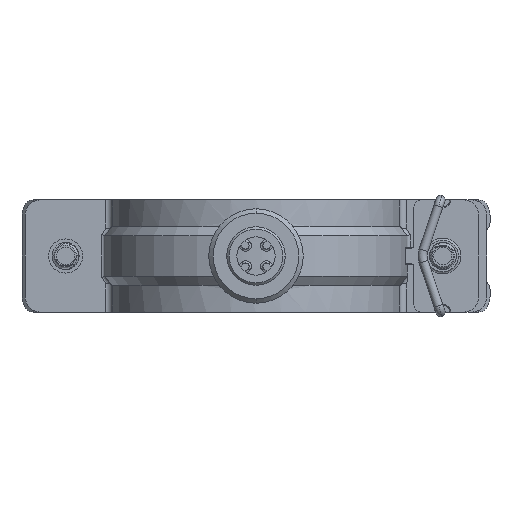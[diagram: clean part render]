
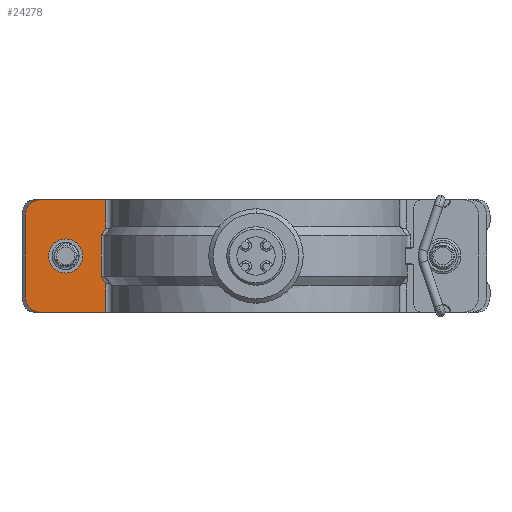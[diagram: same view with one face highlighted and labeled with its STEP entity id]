
A CAD part, front view. The second image highlights one B-rep face of the part: STEP entity #24278.
In plain terms, the highlighted planar face has unit normal (0, -1, 0).
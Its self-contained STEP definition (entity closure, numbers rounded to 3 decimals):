
#454 = CARTESIAN_POINT ( 'NONE',  ( -33.649, -4.75, -5.688 ) ) ;
#1234 = ORIENTED_EDGE ( 'NONE', *, *, #20976, .F. ) ;
#1331 = DIRECTION ( 'NONE',  ( 0., 0., 1. ) ) ;
#1399 = CIRCLE ( 'NONE', #8355, 3.5 ) ;
#1436 = FACE_OUTER_BOUND ( 'NONE', #7279, .T. ) ;
#2275 = CARTESIAN_POINT ( 'NONE',  ( -51.329, -4.75, 12.5 ) ) ;
#2889 = CIRCLE ( 'NONE', #14966, 3.5 ) ;
#3026 = CARTESIAN_POINT ( 'NONE',  ( -33.421, -4.75, -5.99 ) ) ;
#3051 = CARTESIAN_POINT ( 'NONE',  ( -47.829, -4.75, 12.5 ) ) ;
#4679 = EDGE_CURVE ( 'NONE', #35900, #5310, #17026, .T. ) ;
#4953 = LINE ( 'NONE', #17085, #37101 ) ;
#5077 = VERTEX_POINT ( 'NONE', #12338 ) ;
#5310 = VERTEX_POINT ( 'NONE', #38661 ) ;
#5573 = LINE ( 'NONE', #33353, #32734 ) ;
#5588 = CARTESIAN_POINT ( 'NONE',  ( -51.329, -4.75, 9. ) ) ;
#6011 = VECTOR ( 'NONE', #37626, 1000. ) ;
#6022 = DIRECTION ( 'NONE',  ( 0., 0., 1. ) ) ;
#6474 = CARTESIAN_POINT ( 'NONE',  ( -33.421, -4.75, 12.5 ) ) ;
#6828 = CARTESIAN_POINT ( 'NONE',  ( -42.329, -4.75, 0. ) ) ;
#6997 = VERTEX_POINT ( 'NONE', #9886 ) ;
#7257 = VERTEX_POINT ( 'NONE', #37710 ) ;
#7279 = EDGE_LOOP ( 'NONE', ( #1234, #33864, #8341, #8583, #19375, #11177, #29172, #31811, #10277, #16905 ) ) ;
#7560 = VERTEX_POINT ( 'NONE', #35643 ) ;
#7598 = DIRECTION ( 'NONE',  ( 0., 1., 0. ) ) ;
#7937 = LINE ( 'NONE', #26373, #24964 ) ;
#7968 = EDGE_CURVE ( 'NONE', #5077, #21890, #13163, .T. ) ;
#8027 = CARTESIAN_POINT ( 'NONE',  ( -33.877, -4.75, 5.386 ) ) ;
#8118 = DIRECTION ( 'NONE',  ( 0., 0., -1. ) ) ;
#8227 = CARTESIAN_POINT ( 'NONE',  ( -34.105, -4.75, 5.084 ) ) ;
#8341 = ORIENTED_EDGE ( 'NONE', *, *, #30901, .T. ) ;
#8355 = AXIS2_PLACEMENT_3D ( 'NONE', #37270, #25890, #1331 ) ;
#8583 = ORIENTED_EDGE ( 'NONE', *, *, #11642, .T. ) ;
#8694 = ORIENTED_EDGE ( 'NONE', *, *, #13640, .T. ) ;
#9823 = B_SPLINE_CURVE_WITH_KNOTS ( 'NONE', 3,
 ( #29072, #10998, #13634, #8227, #8027, #17179, #19724 ),
 .UNSPECIFIED., .F., .F.,
 ( 4, 3, 4 ),
 ( 0., 0., 0.002 ),
 .UNSPECIFIED. ) ;
#9886 = CARTESIAN_POINT ( 'NONE',  ( -51.329, -4.75, -9. ) ) ;
#10277 = ORIENTED_EDGE ( 'NONE', *, *, #29207, .T. ) ;
#10322 = CARTESIAN_POINT ( 'NONE',  ( -47.829, -4.75, -9. ) ) ;
#10929 = VERTEX_POINT ( 'NONE', #19294 ) ;
#10998 = CARTESIAN_POINT ( 'NONE',  ( -34.266, -4.75, 4.872 ) ) ;
#11177 = ORIENTED_EDGE ( 'NONE', *, *, #21613, .F. ) ;
#11603 = DIRECTION ( 'NONE',  ( 0., 1., 0. ) ) ;
#11642 = EDGE_CURVE ( 'NONE', #10929, #7560, #9823, .T. ) ;
#11994 = CARTESIAN_POINT ( 'NONE',  ( -34.346, -4.75, -4.766 ) ) ;
#12083 = CARTESIAN_POINT ( 'NONE',  ( -51.329, -4.75, -12.5 ) ) ;
#12338 = CARTESIAN_POINT ( 'NONE',  ( -42.329, -4.75, -3.8 ) ) ;
#13163 = CIRCLE ( 'NONE', #26389, 3.8 ) ;
#13190 = CARTESIAN_POINT ( 'NONE',  ( -51.329, -4.75, 12.5 ) ) ;
#13451 = LINE ( 'NONE', #25488, #6011 ) ;
#13634 = CARTESIAN_POINT ( 'NONE',  ( -34.186, -4.75, 4.978 ) ) ;
#13640 = EDGE_CURVE ( 'NONE', #21890, #5077, #24342, .T. ) ;
#14357 = EDGE_CURVE ( 'NONE', #19326, #7560, #4953, .T. ) ;
#14966 = AXIS2_PLACEMENT_3D ( 'NONE', #10322, #34350, #30997 ) ;
#15759 = CARTESIAN_POINT ( 'NONE',  ( -34.186, -4.75, -4.978 ) ) ;
#15942 = CARTESIAN_POINT ( 'NONE',  ( -33.877, -4.75, -5.386 ) ) ;
#16507 = VERTEX_POINT ( 'NONE', #5588 ) ;
#16905 = ORIENTED_EDGE ( 'NONE', *, *, #30672, .T. ) ;
#17026 = B_SPLINE_CURVE_WITH_KNOTS ( 'NONE', 3,
 ( #3026, #454, #15942, #18700, #15759, #28017, #11994 ),
 .UNSPECIFIED., .F., .F.,
 ( 4, 3, 4 ),
 ( 0., 0.001, 0.002 ),
 .UNSPECIFIED. ) ;
#17085 = CARTESIAN_POINT ( 'NONE',  ( -33.421, -4.75, 12.5 ) ) ;
#17179 = CARTESIAN_POINT ( 'NONE',  ( -33.649, -4.75, 5.688 ) ) ;
#17600 = EDGE_CURVE ( 'NONE', #16507, #6997, #5573, .T. ) ;
#17677 = DIRECTION ( 'NONE',  ( 0., 0., -1. ) ) ;
#18700 = CARTESIAN_POINT ( 'NONE',  ( -34.105, -4.75, -5.084 ) ) ;
#19294 = CARTESIAN_POINT ( 'NONE',  ( -34.346, -4.75, 4.766 ) ) ;
#19326 = VERTEX_POINT ( 'NONE', #6474 ) ;
#19375 = ORIENTED_EDGE ( 'NONE', *, *, #14357, .F. ) ;
#19695 = DIRECTION ( 'NONE',  ( 0., 0., 1. ) ) ;
#19724 = CARTESIAN_POINT ( 'NONE',  ( -33.421, -4.75, 5.99 ) ) ;
#20561 = AXIS2_PLACEMENT_3D ( 'NONE', #30624, #11603, #6022 ) ;
#20976 = EDGE_CURVE ( 'NONE', #35900, #7257, #7937, .T. ) ;
#21613 = EDGE_CURVE ( 'NONE', #27081, #19326, #26054, .T. ) ;
#21890 = VERTEX_POINT ( 'NONE', #35183 ) ;
#24278 = ADVANCED_FACE ( 'NONE', ( #1436, #33993 ), #25612, .F. ) ;
#24342 = CIRCLE ( 'NONE', #20561, 3.8 ) ;
#24964 = VECTOR ( 'NONE', #17677, 1000. ) ;
#24999 = VECTOR ( 'NONE', #32905, 1000. ) ;
#25234 = DIRECTION ( 'NONE',  ( 0., 1., 0. ) ) ;
#25488 = CARTESIAN_POINT ( 'NONE',  ( -34.346, -4.75, 12.5 ) ) ;
#25612 = PLANE ( 'NONE',  #30274 ) ;
#25890 = DIRECTION ( 'NONE',  ( 0., -1., 0. ) ) ;
#26054 = LINE ( 'NONE', #2275, #31664 ) ;
#26373 = CARTESIAN_POINT ( 'NONE',  ( -33.421, -4.75, 12.5 ) ) ;
#26389 = AXIS2_PLACEMENT_3D ( 'NONE', #6828, #7598, #19695 ) ;
#27081 = VERTEX_POINT ( 'NONE', #3051 ) ;
#27106 = ORIENTED_EDGE ( 'NONE', *, *, #7968, .T. ) ;
#28017 = CARTESIAN_POINT ( 'NONE',  ( -34.266, -4.75, -4.872 ) ) ;
#29072 = CARTESIAN_POINT ( 'NONE',  ( -34.346, -4.75, 4.766 ) ) ;
#29172 = ORIENTED_EDGE ( 'NONE', *, *, #38690, .T. ) ;
#29207 = EDGE_CURVE ( 'NONE', #6997, #36053, #2889, .T. ) ;
#29582 = DIRECTION ( 'NONE',  ( 0., 0., -1. ) ) ;
#30274 = AXIS2_PLACEMENT_3D ( 'NONE', #13190, #25234, #37375 ) ;
#30389 = CARTESIAN_POINT ( 'NONE',  ( -47.829, -4.75, -12.5 ) ) ;
#30624 = CARTESIAN_POINT ( 'NONE',  ( -42.329, -4.75, 0. ) ) ;
#30672 = EDGE_CURVE ( 'NONE', #36053, #7257, #39229, .T. ) ;
#30901 = EDGE_CURVE ( 'NONE', #5310, #10929, #13451, .T. ) ;
#30997 = DIRECTION ( 'NONE',  ( 0., 0., 1. ) ) ;
#31664 = VECTOR ( 'NONE', #35615, 1000. ) ;
#31811 = ORIENTED_EDGE ( 'NONE', *, *, #17600, .T. ) ;
#32734 = VECTOR ( 'NONE', #29582, 1000. ) ;
#32905 = DIRECTION ( 'NONE',  ( 1., 0., 0. ) ) ;
#33353 = CARTESIAN_POINT ( 'NONE',  ( -51.329, -4.75, 12.5 ) ) ;
#33864 = ORIENTED_EDGE ( 'NONE', *, *, #4679, .T. ) ;
#33993 = FACE_BOUND ( 'NONE', #35162, .T. ) ;
#34350 = DIRECTION ( 'NONE',  ( 0., -1., 0. ) ) ;
#34382 = CARTESIAN_POINT ( 'NONE',  ( -33.421, -4.75, -5.99 ) ) ;
#35162 = EDGE_LOOP ( 'NONE', ( #8694, #27106 ) ) ;
#35183 = CARTESIAN_POINT ( 'NONE',  ( -42.329, -4.75, 3.8 ) ) ;
#35615 = DIRECTION ( 'NONE',  ( 1., 0., 0. ) ) ;
#35643 = CARTESIAN_POINT ( 'NONE',  ( -33.421, -4.75, 5.99 ) ) ;
#35900 = VERTEX_POINT ( 'NONE', #34382 ) ;
#36053 = VERTEX_POINT ( 'NONE', #30389 ) ;
#37101 = VECTOR ( 'NONE', #8118, 1000. ) ;
#37270 = CARTESIAN_POINT ( 'NONE',  ( -47.829, -4.75, 9. ) ) ;
#37375 = DIRECTION ( 'NONE',  ( 0., 0., 1. ) ) ;
#37626 = DIRECTION ( 'NONE',  ( 0., 0., 1. ) ) ;
#37710 = CARTESIAN_POINT ( 'NONE',  ( -33.421, -4.75, -12.5 ) ) ;
#38661 = CARTESIAN_POINT ( 'NONE',  ( -34.346, -4.75, -4.766 ) ) ;
#38690 = EDGE_CURVE ( 'NONE', #27081, #16507, #1399, .T. ) ;
#39229 = LINE ( 'NONE', #12083, #24999 ) ;
